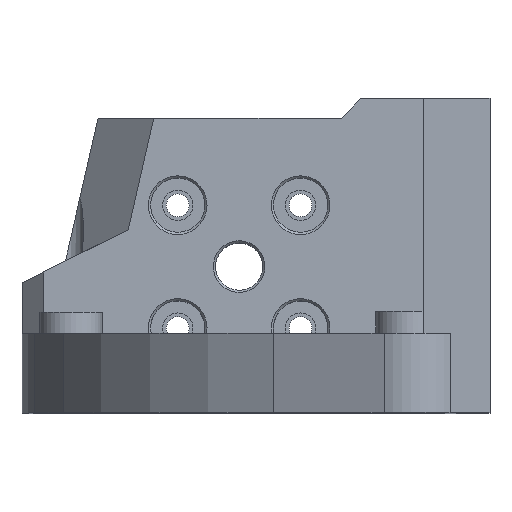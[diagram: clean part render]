
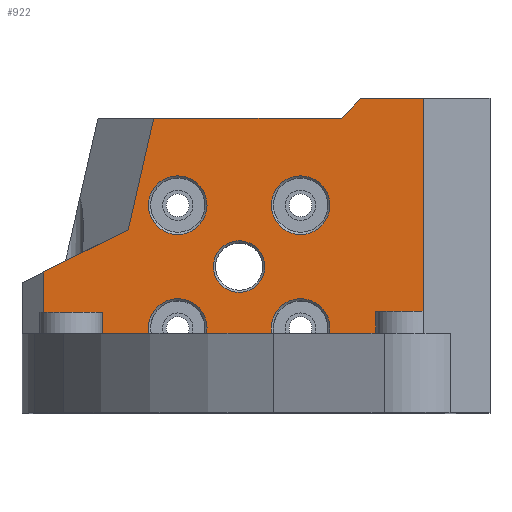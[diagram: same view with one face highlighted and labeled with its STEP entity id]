
A CAD part, top view. The second image highlights one B-rep face of the part: STEP entity #922.
In plain terms, the highlighted planar face has unit normal (0, 0, 1).
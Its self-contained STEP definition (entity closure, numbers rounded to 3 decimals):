
#719=CARTESIAN_POINT('',(-8.268,78.667,-23.101));
#720=DIRECTION('',(-0.,0.,-1.));
#721=DIRECTION('',(1.,0.,-0.));
#722=AXIS2_PLACEMENT_3D('',#719,#720,#721);
#723=PLANE('',#722);
#724=CARTESIAN_POINT('',(-13.968,70.342,-23.101));
#725=VERTEX_POINT('',#724);
#726=CARTESIAN_POINT('',(-12.175,72.886,-23.101));
#727=VERTEX_POINT('',#726);
#728=CARTESIAN_POINT('',(-14.875,72.886,-23.101));
#729=DIRECTION('',(-0.,0.,-1.));
#730=DIRECTION('',(-1.,0.,0.));
#731=AXIS2_PLACEMENT_3D('',#728,#729,#730);
#732=CIRCLE('',#731,2.7);
#733=EDGE_CURVE('',#725,#727,#732,.T.);
#734=ORIENTED_EDGE('',*,*,#733,.T.);
#735=CARTESIAN_POINT('',(-14.875,72.886,-23.101));
#736=DIRECTION('',(-0.,0.,-1.));
#737=DIRECTION('',(-1.,0.,0.));
#738=AXIS2_PLACEMENT_3D('',#735,#736,#737);
#739=CIRCLE('',#738,2.7);
#740=EDGE_CURVE('',#727,#725,#739,.T.);
#741=ORIENTED_EDGE('',*,*,#740,.T.);
#742=EDGE_LOOP('',(#734,#741));
#743=FACE_BOUND('',#742,.T.);
#744=CARTESIAN_POINT('',(-6.261,72.886,-23.101));
#745=VERTEX_POINT('',#744);
#746=CARTESIAN_POINT('',(-0.861,72.886,-23.101));
#747=VERTEX_POINT('',#746);
#748=CARTESIAN_POINT('',(-3.561,72.886,-23.101));
#749=DIRECTION('',(-0.,0.,-1.));
#750=DIRECTION('',(-1.,0.,0.));
#751=AXIS2_PLACEMENT_3D('',#748,#749,#750);
#752=CIRCLE('',#751,2.7);
#753=EDGE_CURVE('',#745,#747,#752,.T.);
#754=ORIENTED_EDGE('',*,*,#753,.T.);
#755=CARTESIAN_POINT('',(-3.561,72.886,-23.101));
#756=DIRECTION('',(-0.,0.,-1.));
#757=DIRECTION('',(-1.,0.,0.));
#758=AXIS2_PLACEMENT_3D('',#755,#756,#757);
#759=CIRCLE('',#758,2.7);
#760=EDGE_CURVE('',#747,#745,#759,.T.);
#761=ORIENTED_EDGE('',*,*,#760,.T.);
#762=EDGE_LOOP('',(#754,#761));
#763=FACE_BOUND('',#762,.T.);
#764=CARTESIAN_POINT('',(-6.261,84.199,-23.101));
#765=VERTEX_POINT('',#764);
#766=CARTESIAN_POINT('',(-0.861,84.199,-23.101));
#767=VERTEX_POINT('',#766);
#768=CARTESIAN_POINT('',(-3.561,84.199,-23.101));
#769=DIRECTION('',(-0.,0.,-1.));
#770=DIRECTION('',(-1.,0.,0.));
#771=AXIS2_PLACEMENT_3D('',#768,#769,#770);
#772=CIRCLE('',#771,2.7);
#773=EDGE_CURVE('',#765,#767,#772,.T.);
#774=ORIENTED_EDGE('',*,*,#773,.T.);
#775=CARTESIAN_POINT('',(-3.561,84.199,-23.101));
#776=DIRECTION('',(-0.,0.,-1.));
#777=DIRECTION('',(-1.,0.,0.));
#778=AXIS2_PLACEMENT_3D('',#775,#776,#777);
#779=CIRCLE('',#778,2.7);
#780=EDGE_CURVE('',#767,#765,#779,.T.);
#781=ORIENTED_EDGE('',*,*,#780,.T.);
#782=EDGE_LOOP('',(#774,#781));
#783=FACE_BOUND('',#782,.T.);
#784=CARTESIAN_POINT('',(-17.575,84.199,-23.101));
#785=VERTEX_POINT('',#784);
#786=CARTESIAN_POINT('',(-12.175,84.199,-23.101));
#787=VERTEX_POINT('',#786);
#788=CARTESIAN_POINT('',(-14.875,84.199,-23.101));
#789=DIRECTION('',(-0.,0.,-1.));
#790=DIRECTION('',(-1.,0.,0.));
#791=AXIS2_PLACEMENT_3D('',#788,#789,#790);
#792=CIRCLE('',#791,2.7);
#793=EDGE_CURVE('',#785,#787,#792,.T.);
#794=ORIENTED_EDGE('',*,*,#793,.T.);
#795=CARTESIAN_POINT('',(-14.875,84.199,-23.101));
#796=DIRECTION('',(-0.,0.,-1.));
#797=DIRECTION('',(-1.,0.,0.));
#798=AXIS2_PLACEMENT_3D('',#795,#796,#797);
#799=CIRCLE('',#798,2.7);
#800=EDGE_CURVE('',#787,#785,#799,.T.);
#801=ORIENTED_EDGE('',*,*,#800,.T.);
#802=EDGE_LOOP('',(#794,#801));
#803=FACE_BOUND('',#802,.T.);
#804=CARTESIAN_POINT('',(-11.593,78.542,-23.101));
#805=VERTEX_POINT('',#804);
#806=CARTESIAN_POINT('',(-6.843,78.542,-23.101));
#807=VERTEX_POINT('',#806);
#808=CARTESIAN_POINT('',(-9.218,78.542,-23.101));
#809=DIRECTION('',(-0.,0.,-1.));
#810=DIRECTION('',(-1.,0.,0.));
#811=AXIS2_PLACEMENT_3D('',#808,#809,#810);
#812=CIRCLE('',#811,2.375);
#813=EDGE_CURVE('',#805,#807,#812,.T.);
#814=ORIENTED_EDGE('',*,*,#813,.T.);
#815=CARTESIAN_POINT('',(-9.218,78.542,-23.101));
#816=DIRECTION('',(-0.,0.,-1.));
#817=DIRECTION('',(-1.,0.,0.));
#818=AXIS2_PLACEMENT_3D('',#815,#816,#817);
#819=CIRCLE('',#818,2.375);
#820=EDGE_CURVE('',#807,#805,#819,.T.);
#821=ORIENTED_EDGE('',*,*,#820,.T.);
#822=EDGE_LOOP('',(#814,#821));
#823=FACE_BOUND('',#822,.T.);
#824=CARTESIAN_POINT('',(-20.063,72.342,-23.101));
#825=VERTEX_POINT('',#824);
#826=CARTESIAN_POINT('',(-20.063,65.042,-23.101));
#827=VERTEX_POINT('',#826);
#828=CARTESIAN_POINT('',(-20.063,72.342,-23.101));
#829=DIRECTION('',(-0.,-1.,0.));
#830=VECTOR('',#829,7.3);
#831=LINE('',#828,#830);
#832=EDGE_CURVE('',#825,#827,#831,.T.);
#833=ORIENTED_EDGE('',*,*,#832,.T.);
#834=CARTESIAN_POINT('',(3.14,65.042,-23.101));
#835=VERTEX_POINT('',#834);
#836=CARTESIAN_POINT('',(-20.063,65.042,-23.101));
#837=DIRECTION('',(1.,0.,-0.));
#838=VECTOR('',#837,23.203);
#839=LINE('',#836,#838);
#840=EDGE_CURVE('',#827,#835,#839,.T.);
#841=ORIENTED_EDGE('',*,*,#840,.T.);
#842=CARTESIAN_POINT('',(3.14,72.342,-23.101));
#843=VERTEX_POINT('',#842);
#844=CARTESIAN_POINT('',(3.14,65.042,-23.101));
#845=DIRECTION('',(0.,1.,-0.));
#846=VECTOR('',#845,7.3);
#847=LINE('',#844,#846);
#848=EDGE_CURVE('',#835,#843,#847,.T.);
#849=ORIENTED_EDGE('',*,*,#848,.T.);
#850=CARTESIAN_POINT('',(9.882,72.342,-23.101));
#851=VERTEX_POINT('',#850);
#852=CARTESIAN_POINT('',(3.14,72.342,-23.101));
#853=DIRECTION('',(1.,-0.,-0.));
#854=VECTOR('',#853,6.742);
#855=LINE('',#852,#854);
#856=EDGE_CURVE('',#843,#851,#855,.T.);
#857=ORIENTED_EDGE('',*,*,#856,.T.);
#858=CARTESIAN_POINT('',(9.882,93.992,-23.101));
#859=VERTEX_POINT('',#858);
#860=CARTESIAN_POINT('',(9.882,72.342,-23.101));
#861=DIRECTION('',(0.,1.,-0.));
#862=VECTOR('',#861,21.65);
#863=LINE('',#860,#862);
#864=EDGE_CURVE('',#851,#859,#863,.T.);
#865=ORIENTED_EDGE('',*,*,#864,.T.);
#866=CARTESIAN_POINT('',(1.982,93.992,-23.101));
#867=VERTEX_POINT('',#866);
#868=CARTESIAN_POINT('',(1.982,93.992,-23.101));
#869=DIRECTION('',(1.,-0.,0.));
#870=VECTOR('',#869,7.9);
#871=LINE('',#868,#870);
#872=EDGE_CURVE('',#867,#859,#871,.T.);
#873=ORIENTED_EDGE('',*,*,#872,.F.);
#874=CARTESIAN_POINT('',(0.182,92.192,-23.101));
#875=VERTEX_POINT('',#874);
#876=CARTESIAN_POINT('',(1.982,93.992,-23.101));
#877=DIRECTION('',(-0.707,-0.707,0.));
#878=VECTOR('',#877,2.546);
#879=LINE('',#876,#878);
#880=EDGE_CURVE('',#867,#875,#879,.T.);
#881=ORIENTED_EDGE('',*,*,#880,.T.);
#882=CARTESIAN_POINT('',(-17.09,92.192,-23.101));
#883=VERTEX_POINT('',#882);
#884=CARTESIAN_POINT('',(-17.09,92.192,-23.101));
#885=DIRECTION('',(1.,0.,-0.));
#886=VECTOR('',#885,17.272);
#887=LINE('',#884,#886);
#888=EDGE_CURVE('',#883,#875,#887,.T.);
#889=ORIENTED_EDGE('',*,*,#888,.F.);
#890=CARTESIAN_POINT('',(-19.429,81.937,-23.101));
#891=VERTEX_POINT('',#890);
#892=CARTESIAN_POINT('',(-19.429,81.937,-23.101));
#893=DIRECTION('',(0.222,0.975,0.));
#894=VECTOR('',#893,10.519);
#895=LINE('',#892,#894);
#896=EDGE_CURVE('',#891,#883,#895,.T.);
#897=ORIENTED_EDGE('',*,*,#896,.F.);
#898=CARTESIAN_POINT('',(-27.218,78.042,-23.101));
#899=VERTEX_POINT('',#898);
#900=CARTESIAN_POINT('',(-19.429,81.937,-23.101));
#901=DIRECTION('',(-0.894,-0.447,-0.));
#902=VECTOR('',#901,8.708);
#903=LINE('',#900,#902);
#904=EDGE_CURVE('',#891,#899,#903,.T.);
#905=ORIENTED_EDGE('',*,*,#904,.T.);
#906=CARTESIAN_POINT('',(-27.218,72.342,-23.101));
#907=VERTEX_POINT('',#906);
#908=CARTESIAN_POINT('',(-27.218,72.342,-23.101));
#909=DIRECTION('',(0.,1.,0.));
#910=VECTOR('',#909,5.7);
#911=LINE('',#908,#910);
#912=EDGE_CURVE('',#907,#899,#911,.T.);
#913=ORIENTED_EDGE('',*,*,#912,.F.);
#914=CARTESIAN_POINT('',(-27.218,72.342,-23.101));
#915=DIRECTION('',(1.,-0.,-0.));
#916=VECTOR('',#915,7.155);
#917=LINE('',#914,#916);
#918=EDGE_CURVE('',#907,#825,#917,.T.);
#919=ORIENTED_EDGE('',*,*,#918,.T.);
#920=EDGE_LOOP('',(#833,#841,#849,#857,#865,#873,#881,#889,#897,#905,#913,#919));
#921=FACE_BOUND('',#920,.T.);
#922=ADVANCED_FACE('',(#743,#763,#783,#803,#823,#921),#723,.F.);
